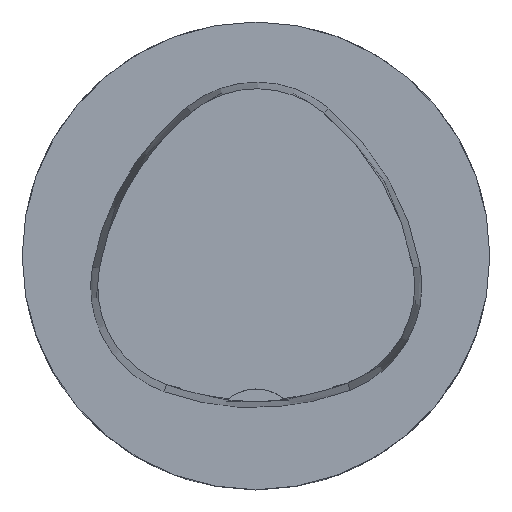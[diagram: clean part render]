
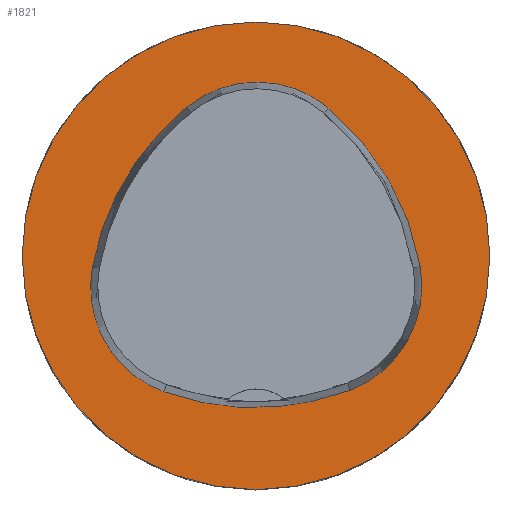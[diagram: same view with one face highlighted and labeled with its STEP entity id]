
A CAD part, top view. The second image highlights one B-rep face of the part: STEP entity #1821.
In plain terms, the highlighted planar face has unit normal (0, 0, 1).
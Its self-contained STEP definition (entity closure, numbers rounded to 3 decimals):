
#1821=ADVANCED_FACE('',(#2460,#2461),#2154,.T.);
#2154=PLANE('',#6752);
#2460=FACE_BOUND('',#2577,.T.);
#2461=FACE_BOUND('',#2578,.T.);
#2577=EDGE_LOOP('',(#3121,#3122,#3123,#3124,#3125,#3126));
#2578=EDGE_LOOP('',(#3127));
#3121=ORIENTED_EDGE('',*,*,#5588,.T.);
#3122=ORIENTED_EDGE('',*,*,#5568,.T.);
#3123=ORIENTED_EDGE('',*,*,#5572,.T.);
#3124=ORIENTED_EDGE('',*,*,#5575,.T.);
#3125=ORIENTED_EDGE('',*,*,#5578,.T.);
#3126=ORIENTED_EDGE('',*,*,#5586,.T.);
#3127=ORIENTED_EDGE('',*,*,#5559,.F.);
#4893=VERTEX_POINT('',#9271);
#4902=VERTEX_POINT('',#9290);
#4903=VERTEX_POINT('',#9291);
#4906=VERTEX_POINT('',#9299);
#4908=VERTEX_POINT('',#9305);
#4910=VERTEX_POINT('',#9311);
#4917=VERTEX_POINT('',#9332);
#5559=EDGE_CURVE('',#4893,#4893,#6443,.T.);
#5568=EDGE_CURVE('',#4902,#4903,#6444,.T.);
#5572=EDGE_CURVE('',#4903,#4906,#6446,.T.);
#5575=EDGE_CURVE('',#4906,#4908,#6448,.T.);
#5578=EDGE_CURVE('',#4908,#4910,#6450,.T.);
#5586=EDGE_CURVE('',#4910,#4917,#6454,.T.);
#5588=EDGE_CURVE('',#4917,#4902,#6456,.T.);
#6443=CIRCLE('',#6724,31.5);
#6444=CIRCLE('',#6730,36.);
#6446=CIRCLE('',#6733,15.);
#6448=CIRCLE('',#6736,36.);
#6450=CIRCLE('',#6739,15.);
#6454=CIRCLE('',#6744,36.);
#6456=CIRCLE('',#6747,15.);
#6724=AXIS2_PLACEMENT_3D('',#9270,#7406,#7407);
#6730=AXIS2_PLACEMENT_3D('',#9289,#7422,#7423);
#6733=AXIS2_PLACEMENT_3D('',#9298,#7430,#7431);
#6736=AXIS2_PLACEMENT_3D('',#9304,#7437,#7438);
#6739=AXIS2_PLACEMENT_3D('',#9310,#7444,#7445);
#6744=AXIS2_PLACEMENT_3D('',#9333,#7456,#7457);
#6747=AXIS2_PLACEMENT_3D('',#9336,#7462,#7463);
#6752=AXIS2_PLACEMENT_3D('',#9341,#7472,#7473);
#7406=DIRECTION('',(0.,0.,-1.));
#7407=DIRECTION('',(-1.,0.,0.));
#7422=DIRECTION('',(0.,0.,-1.));
#7423=DIRECTION('',(-1.,0.,0.));
#7430=DIRECTION('',(0.,0.,-1.));
#7431=DIRECTION('',(-1.,0.,0.));
#7437=DIRECTION('',(0.,0.,-1.));
#7438=DIRECTION('',(-1.,0.,0.));
#7444=DIRECTION('',(0.,0.,-1.));
#7445=DIRECTION('',(-1.,0.,0.));
#7456=DIRECTION('',(0.,0.,-1.));
#7457=DIRECTION('',(-1.,0.,0.));
#7462=DIRECTION('',(0.,0.,-1.));
#7463=DIRECTION('',(-1.,0.,0.));
#7472=DIRECTION('',(0.,0.,1.));
#7473=DIRECTION('',(1.,0.,0.));
#9270=CARTESIAN_POINT('',(0.,0.,0.));
#9271=CARTESIAN_POINT('',(-31.5,0.,0.));
#9289=CARTESIAN_POINT('',(13.398,-7.893,0.));
#9290=CARTESIAN_POINT('',(-22.041,-1.562,0.));
#9291=CARTESIAN_POINT('',(-9.317,20.036,0.));
#9298=CARTESIAN_POINT('',(0.148,8.399,0.));
#9299=CARTESIAN_POINT('',(9.779,19.898,0.));
#9304=CARTESIAN_POINT('',(-13.337,-7.7,0.));
#9305=CARTESIAN_POINT('',(22.122,-1.48,0.));
#9310=CARTESIAN_POINT('',(7.347,-4.071,0.));
#9311=CARTESIAN_POINT('',(12.693,-18.087,0.));
#9332=CARTESIAN_POINT('',(-12.373,-18.307,0.));
#9333=CARTESIAN_POINT('',(-0.137,15.55,0.));
#9336=CARTESIAN_POINT('',(-7.275,-4.2,0.));
#9341=CARTESIAN_POINT('',(0.,0.,0.));
